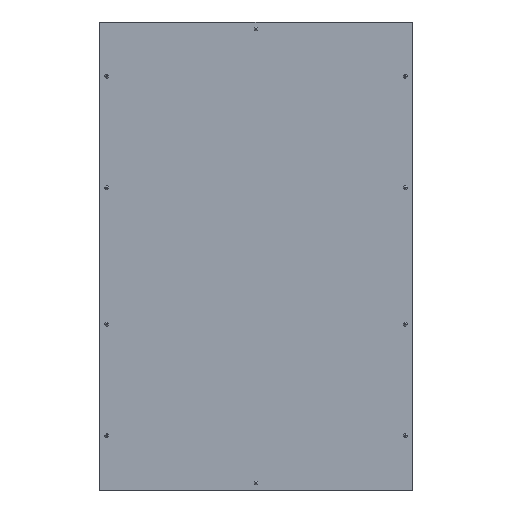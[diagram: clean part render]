
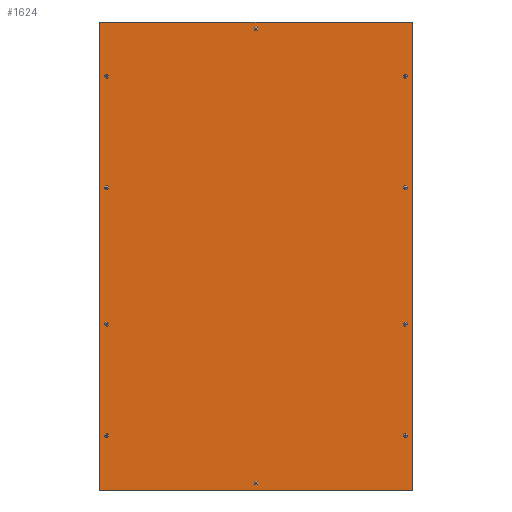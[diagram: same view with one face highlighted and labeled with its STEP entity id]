
A CAD part, left-side view. The second image highlights one B-rep face of the part: STEP entity #1624.
In plain terms, the highlighted planar face has unit normal (-1, 0, 0).
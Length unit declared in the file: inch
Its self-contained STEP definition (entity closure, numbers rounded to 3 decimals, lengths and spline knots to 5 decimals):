
#96 = DIRECTION ( 'NONE',  ( 0., -1., 0. ) ) ;
#117 = ORIENTED_EDGE ( 'NONE', *, *, #11449, .T. ) ;
#150 = PLANE ( 'NONE',  #2972 ) ;
#209 = VERTEX_POINT ( 'NONE', #9297 ) ;
#211 = DIRECTION ( 'NONE',  ( 0., -1., 0. ) ) ;
#262 = ORIENTED_EDGE ( 'NONE', *, *, #8692, .T. ) ;
#527 = EDGE_LOOP ( 'NONE', ( #6739, #5903, #13370, #684 ) ) ;
#599 = CIRCLE ( 'NONE', #1682, 0.17717 ) ;
#632 = AXIS2_PLACEMENT_3D ( 'NONE', #3593, #8585, #9664 ) ;
#661 = CIRCLE ( 'NONE', #8852, 0.17717 ) ;
#684 = ORIENTED_EDGE ( 'NONE', *, *, #7373, .T. ) ;
#749 = CARTESIAN_POINT ( 'NONE',  ( -0.05906, -22.57874, 26.9685 ) ) ;
#801 = DIRECTION ( 'NONE',  ( 1., 0., 0. ) ) ;
#1038 = AXIS2_PLACEMENT_3D ( 'NONE', #12440, #9065, #5205 ) ;
#1055 = EDGE_LOOP ( 'NONE', ( #8903 ) ) ;
#1058 = CIRCLE ( 'NONE', #12495, 0.17717 ) ;
#1146 = EDGE_LOOP ( 'NONE', ( #7224 ) ) ;
#1171 = LINE ( 'NONE', #11307, #6842 ) ;
#1272 = CIRCLE ( 'NONE', #6214, 0.17717 ) ;
#1300 = CARTESIAN_POINT ( 'NONE',  ( -0.05906, 22.22441, 10.23622 ) ) ;
#1496 = VECTOR ( 'NONE', #9917, 39.37008 ) ;
#1507 = FACE_BOUND ( 'NONE', #1146, .T. ) ;
#1624 = ADVANCED_FACE ( 'NONE', ( #11571, #5347, #9604, #10630, #1507, #3479, #6567, #5628, #11709, #6433, #3276 ), #150, .T. ) ;
#1682 = AXIS2_PLACEMENT_3D ( 'NONE', #10171, #12406, #6443 ) ;
#1761 = CARTESIAN_POINT ( 'NONE',  ( -0.05906, 22.40157, -26.9685 ) ) ;
#1856 = EDGE_CURVE ( 'NONE', #7437, #7437, #6861, .T. ) ;
#2032 = CARTESIAN_POINT ( 'NONE',  ( -0.05906, -23.48425, -35.11811 ) ) ;
#2039 = EDGE_LOOP ( 'NONE', ( #2704 ) ) ;
#2057 = EDGE_LOOP ( 'NONE', ( #262 ) ) ;
#2181 = CIRCLE ( 'NONE', #11018, 0.17717 ) ;
#2254 = CARTESIAN_POINT ( 'NONE',  ( -0.05906, -22.57874, -10.23622 ) ) ;
#2263 = ORIENTED_EDGE ( 'NONE', *, *, #9793, .T. ) ;
#2311 = CARTESIAN_POINT ( 'NONE',  ( -0.05906, 22.22441, -26.9685 ) ) ;
#2457 = DIRECTION ( 'NONE',  ( 0., -1., 0. ) ) ;
#2460 = CARTESIAN_POINT ( 'NONE',  ( -0.05906, 23.48425, -35.11811 ) ) ;
#2640 = EDGE_CURVE ( 'NONE', #9338, #9338, #5149, .T. ) ;
#2704 = ORIENTED_EDGE ( 'NONE', *, *, #10054, .T. ) ;
#2898 = DIRECTION ( 'NONE',  ( 0., -1., 0. ) ) ;
#2933 = CARTESIAN_POINT ( 'NONE',  ( -0.05906, -22.40157, 10.23622 ) ) ;
#2964 = CARTESIAN_POINT ( 'NONE',  ( -0.05906, -0.17717, 34.0748 ) ) ;
#2972 = AXIS2_PLACEMENT_3D ( 'NONE', #3400, #8396, #2457 ) ;
#3090 = EDGE_CURVE ( 'NONE', #209, #9531, #12153, .T. ) ;
#3276 = FACE_OUTER_BOUND ( 'NONE', #527, .T. ) ;
#3400 = CARTESIAN_POINT ( 'NONE',  ( -0.05906, 0., 0. ) ) ;
#3449 = CARTESIAN_POINT ( 'NONE',  ( -0.05906, -23.48425, 35.11811 ) ) ;
#3479 = FACE_BOUND ( 'NONE', #2039, .T. ) ;
#3593 = CARTESIAN_POINT ( 'NONE',  ( -0.05906, 0., 34.0748 ) ) ;
#3675 = AXIS2_PLACEMENT_3D ( 'NONE', #2933, #7250, #96 ) ;
#3686 = CARTESIAN_POINT ( 'NONE',  ( -0.05906, -23.48425, 0. ) ) ;
#3890 = VECTOR ( 'NONE', #10657, 39.37008 ) ;
#4228 = EDGE_LOOP ( 'NONE', ( #12274 ) ) ;
#4586 = DIRECTION ( 'NONE',  ( 1., 0., 0. ) ) ;
#4782 = EDGE_LOOP ( 'NONE', ( #11753 ) ) ;
#4830 = EDGE_CURVE ( 'NONE', #10484, #10484, #11245, .T. ) ;
#5149 = CIRCLE ( 'NONE', #12720, 0.17717 ) ;
#5205 = DIRECTION ( 'NONE',  ( 0., -1., 0. ) ) ;
#5245 = DIRECTION ( 'NONE',  ( 0., -1., 0. ) ) ;
#5265 = LINE ( 'NONE', #3686, #12051 ) ;
#5347 = FACE_BOUND ( 'NONE', #4228, .T. ) ;
#5543 = CARTESIAN_POINT ( 'NONE',  ( -0.05906, 22.22441, 26.9685 ) ) ;
#5628 = FACE_BOUND ( 'NONE', #4782, .T. ) ;
#5670 = CARTESIAN_POINT ( 'NONE',  ( -0.05906, 0., -34.0748 ) ) ;
#5880 = VERTEX_POINT ( 'NONE', #8041 ) ;
#5903 = ORIENTED_EDGE ( 'NONE', *, *, #12633, .T. ) ;
#6133 = CARTESIAN_POINT ( 'NONE',  ( -0.05906, -22.40157, -10.23622 ) ) ;
#6156 = DIRECTION ( 'NONE',  ( 0., 1., 0. ) ) ;
#6214 = AXIS2_PLACEMENT_3D ( 'NONE', #8285, #11334, #5245 ) ;
#6433 = FACE_BOUND ( 'NONE', #13122, .T. ) ;
#6443 = DIRECTION ( 'NONE',  ( 0., -1., 0. ) ) ;
#6463 = CARTESIAN_POINT ( 'NONE',  ( -0.05906, 0., -35.11811 ) ) ;
#6534 = LINE ( 'NONE', #6463, #3890 ) ;
#6567 = FACE_BOUND ( 'NONE', #10004, .T. ) ;
#6574 = EDGE_CURVE ( 'NONE', #10875, #12136, #5265, .T. ) ;
#6579 = CARTESIAN_POINT ( 'NONE',  ( -0.05906, -22.40157, -26.9685 ) ) ;
#6618 = VERTEX_POINT ( 'NONE', #10748 ) ;
#6718 = DIRECTION ( 'NONE',  ( 0., -1., 0. ) ) ;
#6739 = ORIENTED_EDGE ( 'NONE', *, *, #3090, .T. ) ;
#6777 = CARTESIAN_POINT ( 'NONE',  ( -0.05906, -22.40157, 26.9685 ) ) ;
#6842 = VECTOR ( 'NONE', #6156, 39.37008 ) ;
#6861 = CIRCLE ( 'NONE', #1038, 0.17717 ) ;
#6957 = VERTEX_POINT ( 'NONE', #8925 ) ;
#7224 = ORIENTED_EDGE ( 'NONE', *, *, #2640, .T. ) ;
#7250 = DIRECTION ( 'NONE',  ( 1., 0., 0. ) ) ;
#7373 = EDGE_CURVE ( 'NONE', #12136, #209, #1171, .T. ) ;
#7437 = VERTEX_POINT ( 'NONE', #1300 ) ;
#7511 = ORIENTED_EDGE ( 'NONE', *, *, #11351, .T. ) ;
#7526 = DIRECTION ( 'NONE',  ( 1., 0., 0. ) ) ;
#7777 = CARTESIAN_POINT ( 'NONE',  ( -0.05906, -0.17717, -34.0748 ) ) ;
#8041 = CARTESIAN_POINT ( 'NONE',  ( -0.05906, -22.57874, -26.9685 ) ) ;
#8090 = DIRECTION ( 'NONE',  ( 0., -1., 0. ) ) ;
#8285 = CARTESIAN_POINT ( 'NONE',  ( -0.05906, 22.40157, -10.23622 ) ) ;
#8391 = CIRCLE ( 'NONE', #632, 0.17717 ) ;
#8396 = DIRECTION ( 'NONE',  ( -1., 0., 0. ) ) ;
#8585 = DIRECTION ( 'NONE',  ( 1., 0., 0. ) ) ;
#8692 = EDGE_CURVE ( 'NONE', #11906, #11906, #599, .T. ) ;
#8852 = AXIS2_PLACEMENT_3D ( 'NONE', #6777, #7526, #12936 ) ;
#8903 = ORIENTED_EDGE ( 'NONE', *, *, #13072, .T. ) ;
#8925 = CARTESIAN_POINT ( 'NONE',  ( -0.05906, -22.57874, 10.23622 ) ) ;
#9065 = DIRECTION ( 'NONE',  ( 1., 0., 0. ) ) ;
#9092 = AXIS2_PLACEMENT_3D ( 'NONE', #6133, #801, #2898 ) ;
#9297 = CARTESIAN_POINT ( 'NONE',  ( -0.05906, 23.48425, 35.11811 ) ) ;
#9338 = VERTEX_POINT ( 'NONE', #2311 ) ;
#9531 = VERTEX_POINT ( 'NONE', #2460 ) ;
#9604 = FACE_BOUND ( 'NONE', #10203, .T. ) ;
#9664 = DIRECTION ( 'NONE',  ( 0., -1., 0. ) ) ;
#9793 = EDGE_CURVE ( 'NONE', #11759, #11759, #1058, .T. ) ;
#9851 = EDGE_LOOP ( 'NONE', ( #2263 ) ) ;
#9917 = DIRECTION ( 'NONE',  ( 0., 0., -1. ) ) ;
#10004 = EDGE_LOOP ( 'NONE', ( #117 ) ) ;
#10054 = EDGE_CURVE ( 'NONE', #6618, #6618, #1272, .T. ) ;
#10062 = VERTEX_POINT ( 'NONE', #749 ) ;
#10171 = CARTESIAN_POINT ( 'NONE',  ( -0.05906, 22.40157, 26.9685 ) ) ;
#10203 = EDGE_LOOP ( 'NONE', ( #7511 ) ) ;
#10484 = VERTEX_POINT ( 'NONE', #2254 ) ;
#10630 = FACE_BOUND ( 'NONE', #1055, .T. ) ;
#10657 = DIRECTION ( 'NONE',  ( 0., -1., 0. ) ) ;
#10703 = DIRECTION ( 'NONE',  ( 1., 0., 0. ) ) ;
#10748 = CARTESIAN_POINT ( 'NONE',  ( -0.05906, 22.22441, -10.23622 ) ) ;
#10875 = VERTEX_POINT ( 'NONE', #2032 ) ;
#11018 = AXIS2_PLACEMENT_3D ( 'NONE', #6579, #10703, #6718 ) ;
#11147 = VERTEX_POINT ( 'NONE', #2964 ) ;
#11245 = CIRCLE ( 'NONE', #9092, 0.17717 ) ;
#11307 = CARTESIAN_POINT ( 'NONE',  ( -0.05906, 0., 35.11811 ) ) ;
#11334 = DIRECTION ( 'NONE',  ( 1., 0., 0. ) ) ;
#11351 = EDGE_CURVE ( 'NONE', #10062, #10062, #661, .T. ) ;
#11449 = EDGE_CURVE ( 'NONE', #5880, #5880, #2181, .T. ) ;
#11571 = FACE_BOUND ( 'NONE', #2057, .T. ) ;
#11709 = FACE_BOUND ( 'NONE', #9851, .T. ) ;
#11753 = ORIENTED_EDGE ( 'NONE', *, *, #4830, .T. ) ;
#11759 = VERTEX_POINT ( 'NONE', #7777 ) ;
#11762 = EDGE_CURVE ( 'NONE', #11147, #11147, #8391, .T. ) ;
#11856 = DIRECTION ( 'NONE',  ( 0., 0., 1. ) ) ;
#11906 = VERTEX_POINT ( 'NONE', #5543 ) ;
#12051 = VECTOR ( 'NONE', #11856, 39.37008 ) ;
#12136 = VERTEX_POINT ( 'NONE', #3449 ) ;
#12153 = LINE ( 'NONE', #13034, #1496 ) ;
#12163 = DIRECTION ( 'NONE',  ( 1., 0., 0. ) ) ;
#12274 = ORIENTED_EDGE ( 'NONE', *, *, #1856, .T. ) ;
#12406 = DIRECTION ( 'NONE',  ( 1., 0., 0. ) ) ;
#12440 = CARTESIAN_POINT ( 'NONE',  ( -0.05906, 22.40157, 10.23622 ) ) ;
#12495 = AXIS2_PLACEMENT_3D ( 'NONE', #5670, #4586, #211 ) ;
#12633 = EDGE_CURVE ( 'NONE', #9531, #10875, #6534, .T. ) ;
#12720 = AXIS2_PLACEMENT_3D ( 'NONE', #1761, #12163, #8090 ) ;
#12839 = ORIENTED_EDGE ( 'NONE', *, *, #11762, .T. ) ;
#12936 = DIRECTION ( 'NONE',  ( 0., -1., 0. ) ) ;
#13034 = CARTESIAN_POINT ( 'NONE',  ( -0.05906, 23.48425, 0. ) ) ;
#13072 = EDGE_CURVE ( 'NONE', #6957, #6957, #13171, .T. ) ;
#13122 = EDGE_LOOP ( 'NONE', ( #12839 ) ) ;
#13171 = CIRCLE ( 'NONE', #3675, 0.17717 ) ;
#13370 = ORIENTED_EDGE ( 'NONE', *, *, #6574, .T. ) ;
